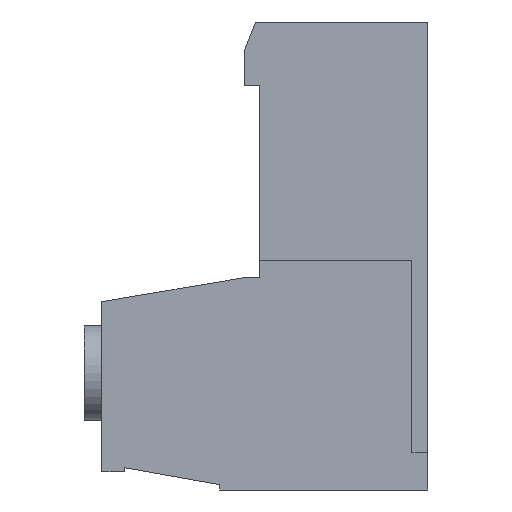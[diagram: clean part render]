
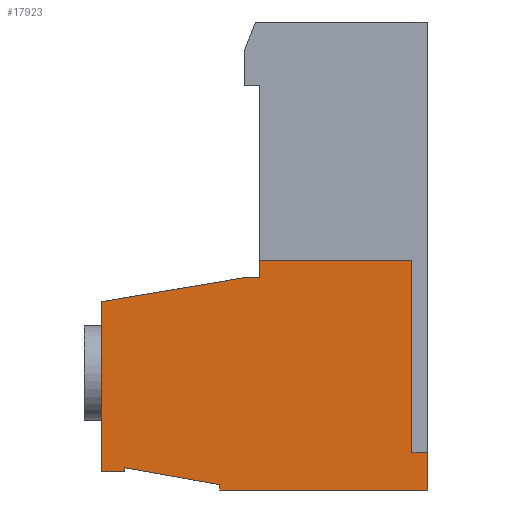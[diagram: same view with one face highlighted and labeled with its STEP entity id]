
A CAD part, left-side view. The second image highlights one B-rep face of the part: STEP entity #17923.
In plain terms, the highlighted planar face has unit normal (-1, 0, 0).
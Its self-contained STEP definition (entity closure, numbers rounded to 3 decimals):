
#28 = VECTOR ( 'NONE', #12531, 1000. ) ;
#329 = CARTESIAN_POINT ( 'NONE',  ( 0., 0., -20.25 ) ) ;
#600 = VECTOR ( 'NONE', #16299, 1000. ) ;
#754 = VECTOR ( 'NONE', #4303, 1000. ) ;
#865 = EDGE_CURVE ( 'NONE', #5467, #5418, #20072, .T. ) ;
#895 = CARTESIAN_POINT ( 'NONE',  ( 0., 7.9, -11.2 ) ) ;
#1156 = LINE ( 'NONE', #12849, #600 ) ;
#1212 = EDGE_CURVE ( 'NONE', #5539, #5537, #12072, .T. ) ;
#1305 = LINE ( 'NONE', #19729, #754 ) ;
#1607 = CARTESIAN_POINT ( 'NONE',  ( 0., 7.9, -12. ) ) ;
#1650 = DIRECTION ( 'NONE',  ( 0., 0.984, 0.176 ) ) ;
#2016 = EDGE_CURVE ( 'NONE', #4768, #3952, #18186, .T. ) ;
#2027 = DIRECTION ( 'NONE',  ( 0., 0., 1. ) ) ;
#2271 = DIRECTION ( 'NONE',  ( 0., -1., 0. ) ) ;
#2343 = LINE ( 'NONE', #12921, #19605 ) ;
#2542 = ORIENTED_EDGE ( 'NONE', *, *, #12415, .F. ) ;
#2575 = VERTEX_POINT ( 'NONE', #15770 ) ;
#2607 = EDGE_LOOP ( 'NONE', ( #20439, #9066, #14144, #2542, #15438, #14078, #8144, #17879, #19944, #16708, #10477, #8282, #3220 ) ) ;
#2938 = CARTESIAN_POINT ( 'NONE',  ( 0., 7.9, -11.2 ) ) ;
#3220 = ORIENTED_EDGE ( 'NONE', *, *, #13817, .F. ) ;
#3318 = LINE ( 'NONE', #20539, #21094 ) ;
#3334 = EDGE_CURVE ( 'NONE', #4697, #4768, #8984, .T. ) ;
#3952 = VERTEX_POINT ( 'NONE', #7051 ) ;
#4303 = DIRECTION ( 'NONE',  ( 0., -1., 0. ) ) ;
#4334 = VECTOR ( 'NONE', #2027, 1000. ) ;
#4545 = PLANE ( 'NONE',  #9576 ) ;
#4626 = VERTEX_POINT ( 'NONE', #5398 ) ;
#4697 = VERTEX_POINT ( 'NONE', #5831 ) ;
#4768 = VERTEX_POINT ( 'NONE', #895 ) ;
#4954 = VERTEX_POINT ( 'NONE', #15811 ) ;
#4979 = VERTEX_POINT ( 'NONE', #10739 ) ;
#5166 = VERTEX_POINT ( 'NONE', #18296 ) ;
#5239 = VERTEX_POINT ( 'NONE', #8192 ) ;
#5380 = CARTESIAN_POINT ( 'NONE',  ( 0., 0., -22. ) ) ;
#5398 = CARTESIAN_POINT ( 'NONE',  ( 0., 15.33, -13.15 ) ) ;
#5418 = VERTEX_POINT ( 'NONE', #22377 ) ;
#5467 = VERTEX_POINT ( 'NONE', #5380 ) ;
#5537 = VERTEX_POINT ( 'NONE', #329 ) ;
#5539 = VERTEX_POINT ( 'NONE', #12535 ) ;
#5831 = CARTESIAN_POINT ( 'NONE',  ( 0., 7.9, -12. ) ) ;
#7051 = CARTESIAN_POINT ( 'NONE',  ( 0., 0.75, -11.2 ) ) ;
#7426 = VECTOR ( 'NONE', #9577, 1000. ) ;
#8062 = CARTESIAN_POINT ( 'NONE',  ( 0., 14.25, -20.95 ) ) ;
#8144 = ORIENTED_EDGE ( 'NONE', *, *, #11750, .F. ) ;
#8192 = CARTESIAN_POINT ( 'NONE',  ( 0., 9.77, -21.75 ) ) ;
#8282 = ORIENTED_EDGE ( 'NONE', *, *, #1212, .F. ) ;
#8984 = LINE ( 'NONE', #1607, #4334 ) ;
#9066 = ORIENTED_EDGE ( 'NONE', *, *, #3334, .F. ) ;
#9088 = LINE ( 'NONE', #22313, #19270 ) ;
#9352 = EDGE_CURVE ( 'NONE', #4954, #4697, #1305, .T. ) ;
#9576 = AXIS2_PLACEMENT_3D ( 'NONE', #13231, #9796, #21756 ) ;
#9577 = DIRECTION ( 'NONE',  ( 0., -1., 0. ) ) ;
#9796 = DIRECTION ( 'NONE',  ( 1., 0., 0. ) ) ;
#9801 = LINE ( 'NONE', #14213, #13895 ) ;
#9980 = FACE_OUTER_BOUND ( 'NONE', #2607, .T. ) ;
#10390 = DIRECTION ( 'NONE',  ( 0., 1., 0. ) ) ;
#10424 = CARTESIAN_POINT ( 'NONE',  ( 0., 0., -22. ) ) ;
#10477 = ORIENTED_EDGE ( 'NONE', *, *, #21113, .F. ) ;
#10572 = CARTESIAN_POINT ( 'NONE',  ( 0., 0.75, -20.25 ) ) ;
#10739 = CARTESIAN_POINT ( 'NONE',  ( 0., 14.25, -21.15 ) ) ;
#11750 = EDGE_CURVE ( 'NONE', #5166, #4979, #13456, .T. ) ;
#11912 = EDGE_CURVE ( 'NONE', #5239, #5166, #9088, .T. ) ;
#12069 = EDGE_CURVE ( 'NONE', #5418, #5239, #1156, .T. ) ;
#12072 = LINE ( 'NONE', #10572, #7426 ) ;
#12079 = DIRECTION ( 'NONE',  ( 0., -0.986, 0.167 ) ) ;
#12415 = EDGE_CURVE ( 'NONE', #4626, #4954, #3318, .T. ) ;
#12531 = DIRECTION ( 'NONE',  ( 0., 0., 1. ) ) ;
#12535 = CARTESIAN_POINT ( 'NONE',  ( 0., 0.75, -20.25 ) ) ;
#12575 = EDGE_CURVE ( 'NONE', #2575, #4626, #17922, .T. ) ;
#12849 = CARTESIAN_POINT ( 'NONE',  ( 0., 9.77, -22. ) ) ;
#12921 = CARTESIAN_POINT ( 'NONE',  ( 0., 14.25, -21.15 ) ) ;
#13231 = CARTESIAN_POINT ( 'NONE',  ( 0., 0., 0. ) ) ;
#13456 = LINE ( 'NONE', #8062, #20858 ) ;
#13817 = EDGE_CURVE ( 'NONE', #3952, #5539, #9801, .T. ) ;
#13895 = VECTOR ( 'NONE', #15934, 1000. ) ;
#14078 = ORIENTED_EDGE ( 'NONE', *, *, #16193, .F. ) ;
#14144 = ORIENTED_EDGE ( 'NONE', *, *, #9352, .F. ) ;
#14213 = CARTESIAN_POINT ( 'NONE',  ( 0., 0.75, -11.2 ) ) ;
#14672 = DIRECTION ( 'NONE',  ( 0., 1., 0. ) ) ;
#15079 = VECTOR ( 'NONE', #10390, 1000. ) ;
#15438 = ORIENTED_EDGE ( 'NONE', *, *, #12575, .F. ) ;
#15662 = DIRECTION ( 'NONE',  ( 0., 0., -1. ) ) ;
#15770 = CARTESIAN_POINT ( 'NONE',  ( 0., 15.33, -21.15 ) ) ;
#15811 = CARTESIAN_POINT ( 'NONE',  ( 0., 8.53, -12. ) ) ;
#15934 = DIRECTION ( 'NONE',  ( 0., 0., -1. ) ) ;
#16004 = CARTESIAN_POINT ( 'NONE',  ( 0., 15.33, -21.15 ) ) ;
#16193 = EDGE_CURVE ( 'NONE', #4979, #2575, #2343, .T. ) ;
#16299 = DIRECTION ( 'NONE',  ( 0., 0., 1. ) ) ;
#16708 = ORIENTED_EDGE ( 'NONE', *, *, #865, .F. ) ;
#17653 = VECTOR ( 'NONE', #2271, 1000. ) ;
#17879 = ORIENTED_EDGE ( 'NONE', *, *, #11912, .F. ) ;
#17922 = LINE ( 'NONE', #16004, #28 ) ;
#17923 = ADVANCED_FACE ( 'NONE', ( #9980 ), #4545, .F. ) ;
#18186 = LINE ( 'NONE', #2938, #17653 ) ;
#18296 = CARTESIAN_POINT ( 'NONE',  ( 0., 14.25, -20.95 ) ) ;
#19011 = CARTESIAN_POINT ( 'NONE',  ( 0., 0., 0. ) ) ;
#19270 = VECTOR ( 'NONE', #1650, 1000. ) ;
#19605 = VECTOR ( 'NONE', #14672, 1000. ) ;
#19729 = CARTESIAN_POINT ( 'NONE',  ( 0., 8.53, -12. ) ) ;
#19944 = ORIENTED_EDGE ( 'NONE', *, *, #12069, .F. ) ;
#20056 = DIRECTION ( 'NONE',  ( 0., 0., -1. ) ) ;
#20072 = LINE ( 'NONE', #10424, #15079 ) ;
#20439 = ORIENTED_EDGE ( 'NONE', *, *, #2016, .F. ) ;
#20539 = CARTESIAN_POINT ( 'NONE',  ( 0., 15.33, -13.15 ) ) ;
#20795 = VECTOR ( 'NONE', #15662, 1000. ) ;
#20858 = VECTOR ( 'NONE', #20056, 1000. ) ;
#21094 = VECTOR ( 'NONE', #12079, 1000. ) ;
#21113 = EDGE_CURVE ( 'NONE', #5537, #5467, #21334, .T. ) ;
#21334 = LINE ( 'NONE', #19011, #20795 ) ;
#21756 = DIRECTION ( 'NONE',  ( 0., 0., -1. ) ) ;
#22313 = CARTESIAN_POINT ( 'NONE',  ( 0., 9.77, -21.75 ) ) ;
#22377 = CARTESIAN_POINT ( 'NONE',  ( 0., 9.77, -22. ) ) ;
